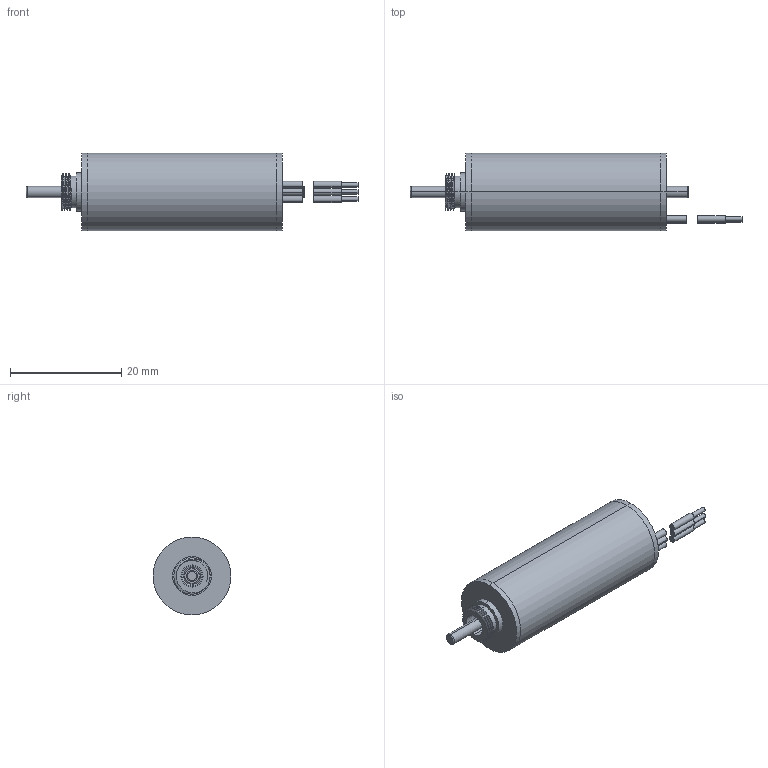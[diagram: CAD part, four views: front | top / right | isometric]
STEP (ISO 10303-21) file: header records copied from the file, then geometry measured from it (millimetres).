
FILE_DESCRIPTION (( 'STEP AP214' ), '1' );
FILE_NAME ('approval 102503601.STEP', '2025-07-09T08:35:21', ( 'China' ), ( 'Microsoft' ), 'SwSTEP 2.0', 'SolidWorks 2025', '' );
FILE_SCHEMA (( 'AUTOMOTIVE_DESIGN' ));
Length unit declared in the file: millimetre
Products named in the file (1): approval 102503601
Bounding box: 59.6 x 14 x 14 mm (x, y, z)
Volume: 5222 mm3; surface area: 26748.1 mm2
Topology: 167 solids, 167 shells, 1154 faces, 2320 edges, 1529 vertices
Faces by surface type: cylinder 734, plane 367, torus 48, bspline 5
Entity records: 34806 total; most frequent: CARTESIAN_POINT 6919, DIRECTION 6142, ORIENTED_EDGE 4640, AXIS2_PLACEMENT_3D 2703, EDGE_CURVE 2320, CIRCLE 1553, VERTEX_POINT 1529, EDGE_LOOP 1515
